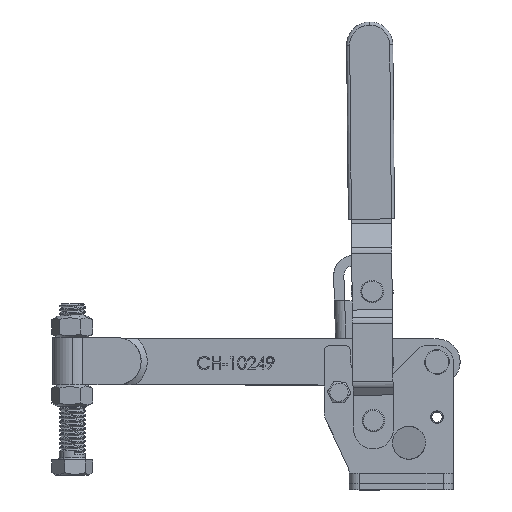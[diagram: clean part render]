
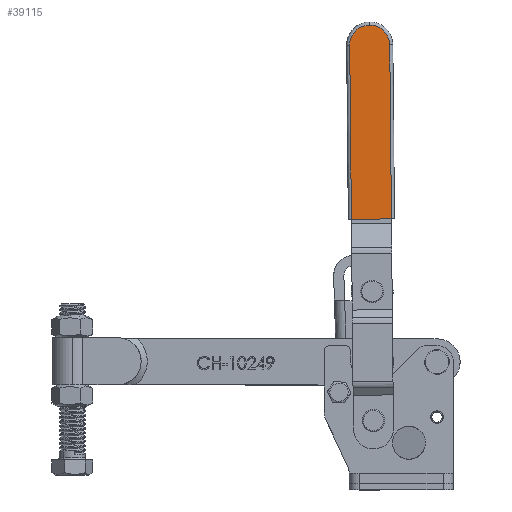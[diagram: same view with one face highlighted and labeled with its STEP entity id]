
A CAD part, top view. The second image highlights one B-rep face of the part: STEP entity #39115.
In plain terms, the highlighted planar face has unit normal (0, 0, 1).
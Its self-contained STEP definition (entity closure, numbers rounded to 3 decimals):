
#880 = PLANE ( 'NONE',  #16392 ) ;
#2265 = CARTESIAN_POINT ( 'NONE',  ( 9.75, 0., 13. ) ) ;
#3333 = EDGE_CURVE ( 'NONE', #35749, #29131, #13527, .T. ) ;
#4398 = DIRECTION ( 'NONE',  ( 1., 0., 0. ) ) ;
#4458 = VERTEX_POINT ( 'NONE', #25056 ) ;
#9250 = EDGE_CURVE ( 'NONE', #4458, #22577, #40762, .T. ) ;
#9833 = VECTOR ( 'NONE', #21680, 1000. ) ;
#10511 = CARTESIAN_POINT ( 'NONE',  ( 0., 0., 13. ) ) ;
#11374 = FACE_OUTER_BOUND ( 'NONE', #31936, .T. ) ;
#13316 = CARTESIAN_POINT ( 'NONE',  ( 0., -9.75, 13. ) ) ;
#13527 = CIRCLE ( 'NONE', #45434, 9.75 ) ;
#14036 = DIRECTION ( 'NONE',  ( 1., 0., 0. ) ) ;
#16392 = AXIS2_PLACEMENT_3D ( 'NONE', #35951, #25509, #4398 ) ;
#16729 = CIRCLE ( 'NONE', #22946, 9.75 ) ;
#20726 = DIRECTION ( 'NONE',  ( 0., 0., 1. ) ) ;
#21680 = DIRECTION ( 'NONE',  ( 0., -1., 0. ) ) ;
#22330 = CARTESIAN_POINT ( 'NONE',  ( 0., -9.75, 13. ) ) ;
#22577 = VERTEX_POINT ( 'NONE', #13316 ) ;
#22946 = AXIS2_PLACEMENT_3D ( 'NONE', #10511, #35115, #14036 ) ;
#25056 = CARTESIAN_POINT ( 'NONE',  ( -84.75, -9.75, 13. ) ) ;
#25509 = DIRECTION ( 'NONE',  ( 0., 0., 1. ) ) ;
#25981 = ORIENTED_EDGE ( 'NONE', *, *, #35050, .T. ) ;
#26184 = ORIENTED_EDGE ( 'NONE', *, *, #3333, .T. ) ;
#26352 = LINE ( 'NONE', #42636, #9833 ) ;
#27913 = CARTESIAN_POINT ( 'NONE',  ( -84.75, 9.75, 13. ) ) ;
#29131 = VERTEX_POINT ( 'NONE', #33026 ) ;
#30185 = DIRECTION ( 'NONE',  ( 1., 0., 0. ) ) ;
#30330 = EDGE_CURVE ( 'NONE', #29131, #33579, #42086, .T. ) ;
#31176 = CARTESIAN_POINT ( 'NONE',  ( 0., 0., 13. ) ) ;
#31463 = VECTOR ( 'NONE', #43268, 1000. ) ;
#31936 = EDGE_LOOP ( 'NONE', ( #25981, #37992, #40142, #26184, #36953 ) ) ;
#32828 = VECTOR ( 'NONE', #38471, 1000. ) ;
#33026 = CARTESIAN_POINT ( 'NONE',  ( 0., 9.75, 13. ) ) ;
#33579 = VERTEX_POINT ( 'NONE', #42786 ) ;
#35050 = EDGE_CURVE ( 'NONE', #33579, #4458, #26352, .T. ) ;
#35115 = DIRECTION ( 'NONE',  ( 0., 0., 1. ) ) ;
#35749 = VERTEX_POINT ( 'NONE', #2265 ) ;
#35951 = CARTESIAN_POINT ( 'NONE',  ( 0., 0., 13. ) ) ;
#36953 = ORIENTED_EDGE ( 'NONE', *, *, #30330, .T. ) ;
#37992 = ORIENTED_EDGE ( 'NONE', *, *, #9250, .T. ) ;
#38471 = DIRECTION ( 'NONE',  ( -1., 0., 0. ) ) ;
#39115 = ADVANCED_FACE ( 'NONE', ( #11374 ), #880, .T. ) ;
#40142 = ORIENTED_EDGE ( 'NONE', *, *, #41245, .T. ) ;
#40762 = LINE ( 'NONE', #22330, #31463 ) ;
#41245 = EDGE_CURVE ( 'NONE', #22577, #35749, #16729, .T. ) ;
#42086 = LINE ( 'NONE', #27913, #32828 ) ;
#42636 = CARTESIAN_POINT ( 'NONE',  ( -84.75, -11.25, 13. ) ) ;
#42786 = CARTESIAN_POINT ( 'NONE',  ( -84.75, 9.75, 13. ) ) ;
#43268 = DIRECTION ( 'NONE',  ( 1., 0., 0. ) ) ;
#45434 = AXIS2_PLACEMENT_3D ( 'NONE', #31176, #20726, #30185 ) ;
